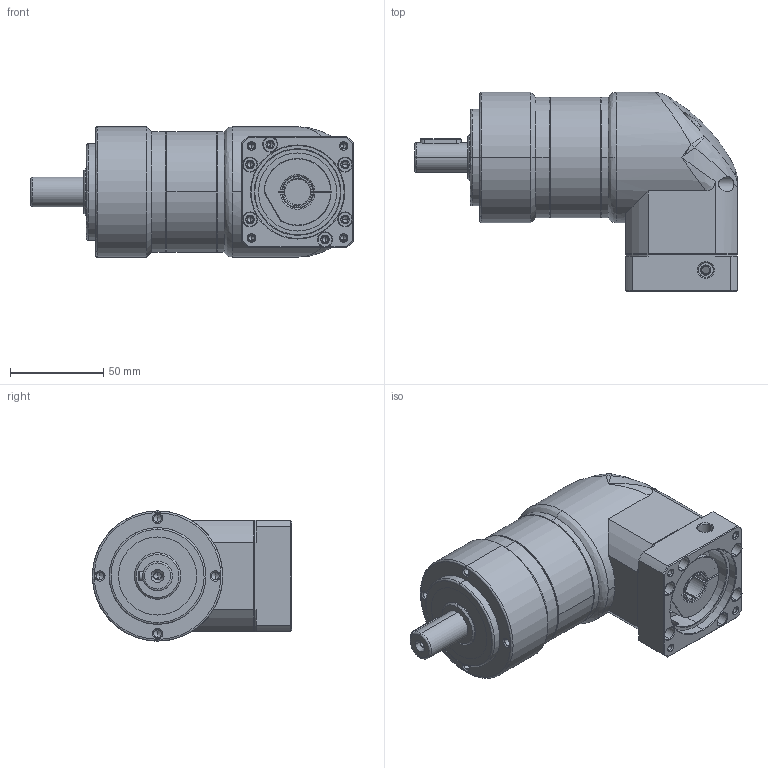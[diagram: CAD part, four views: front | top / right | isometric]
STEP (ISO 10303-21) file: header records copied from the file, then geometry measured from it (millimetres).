
FILE_DESCRIPTION (( 'STEP AP214' ), '1' );
FILE_NAME ('PEL070-L2-14-50-70-M4-M5.STEP', '2024-01-06T05:55:46', ( 'admin' ), ( '' ), 'SwSTEP 2.0', 'SolidWorks 2013', '' );
FILE_SCHEMA (( 'AUTOMOTIVE_DESIGN' ));
Length unit declared in the file: millimetre
Products named in the file (6): PEL070-L2-14-50-70-M4-M5; SDL060_X2_94DD58F3_X0_-14; PB060_X2_4E007EA79F7F5708_X0_; SBL060_X2_8F9351658F7495017D2773AF_X0_-14; SBL060-50-70M4; PE070_X2_8F9351FA7AEF_X0_
Assembly tree (5 placements, depth 2):
  PEL070-L2-14-50-70-M4-M5
    SDL060_X2_94DD58F3_X0_-14
    PB060_X2_4E007EA79F7F5708_X0_
    SBL060_X2_8F9351658F7495017D2773AF_X0_-14
    SBL060-50-70M4
    PE070_X2_8F9351FA7AEF_X0_
Bounding box: 173.5 x 107 x 70 mm (x, y, z)
Volume: 567042.9 mm3; surface area: 99003.7 mm2
Topology: 7 solids, 7 shells, 473 faces, 1175 edges, 700 vertices
Faces by surface type: cylinder 201, cone 146, plane 92, bspline 32, torus 2
Entity records: 22154 total; most frequent: CARTESIAN_POINT 5684, DIRECTION 2379, ORIENTED_EDGE 2234, EDGE_CURVE 1117, AXIS2_PLACEMENT_3D 964, VERTEX_POINT 700, EDGE_LOOP 567, CIRCLE 515
